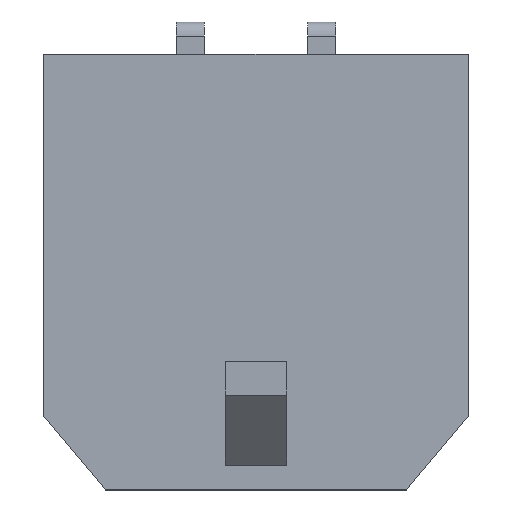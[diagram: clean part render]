
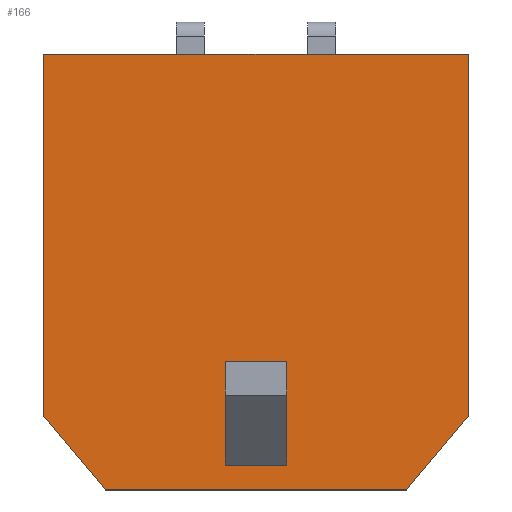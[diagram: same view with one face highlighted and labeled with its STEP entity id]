
A CAD part, top view. The second image highlights one B-rep face of the part: STEP entity #166.
In plain terms, the highlighted planar face has unit normal (0, 0, 1).
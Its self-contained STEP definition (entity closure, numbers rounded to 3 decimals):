
#166=ADVANCED_FACE('',(#395,#396),#281,.T.);
#281=PLANE('',#2210);
#395=FACE_BOUND('',#412,.T.);
#396=FACE_BOUND('',#413,.T.);
#412=EDGE_LOOP('',(#605,#606,#607,#608,#609,#610));
#413=EDGE_LOOP('',(#611,#612,#613,#614));
#605=ORIENTED_EDGE('',*,*,#1401,.T.);
#606=ORIENTED_EDGE('',*,*,#1402,.T.);
#607=ORIENTED_EDGE('',*,*,#1385,.T.);
#608=ORIENTED_EDGE('',*,*,#1403,.T.);
#609=ORIENTED_EDGE('',*,*,#1380,.T.);
#610=ORIENTED_EDGE('',*,*,#1404,.T.);
#611=ORIENTED_EDGE('',*,*,#1405,.T.);
#612=ORIENTED_EDGE('',*,*,#1406,.T.);
#613=ORIENTED_EDGE('',*,*,#1407,.F.);
#614=ORIENTED_EDGE('',*,*,#1408,.F.);
#1181=VERTEX_POINT('',#2987);
#1182=VERTEX_POINT('',#2989);
#1184=VERTEX_POINT('',#2996);
#1185=VERTEX_POINT('',#2998);
#1199=VERTEX_POINT('',#3030);
#1200=VERTEX_POINT('',#3031);
#1201=VERTEX_POINT('',#3036);
#1202=VERTEX_POINT('',#3037);
#1203=VERTEX_POINT('',#3039);
#1204=VERTEX_POINT('',#3041);
#1380=EDGE_CURVE('',#1182,#1181,#1681,.T.);
#1385=EDGE_CURVE('',#1185,#1184,#1686,.T.);
#1401=EDGE_CURVE('',#1199,#1200,#1702,.T.);
#1402=EDGE_CURVE('',#1200,#1185,#1703,.T.);
#1403=EDGE_CURVE('',#1184,#1182,#1704,.T.);
#1404=EDGE_CURVE('',#1181,#1199,#1705,.T.);
#1405=EDGE_CURVE('',#1201,#1202,#1706,.T.);
#1406=EDGE_CURVE('',#1202,#1203,#1707,.T.);
#1407=EDGE_CURVE('',#1204,#1203,#1708,.T.);
#1408=EDGE_CURVE('',#1201,#1204,#1709,.T.);
#1681=LINE('',#2988,#1970);
#1686=LINE('',#2997,#1975);
#1702=LINE('',#3029,#1991);
#1703=LINE('',#3032,#1992);
#1704=LINE('',#3033,#1993);
#1705=LINE('',#3034,#1994);
#1706=LINE('',#3035,#1995);
#1707=LINE('',#3038,#1996);
#1708=LINE('',#3040,#1997);
#1709=LINE('',#3042,#1998);
#1970=VECTOR('',#2391,1.);
#1975=VECTOR('',#2398,1.);
#1991=VECTOR('',#2418,1.);
#1992=VECTOR('',#2419,1.);
#1993=VECTOR('',#2420,1.);
#1994=VECTOR('',#2421,1.);
#1995=VECTOR('',#2422,1.);
#1996=VECTOR('',#2423,1.);
#1997=VECTOR('',#2424,1.);
#1998=VECTOR('',#2425,1.);
#2210=AXIS2_PLACEMENT_3D('',#3043,#2426,#2427);
#2391=DIRECTION('',(0.,1.,0.));
#2398=DIRECTION('',(1.,0.,0.));
#2418=DIRECTION('',(0.,-1.,0.));
#2419=DIRECTION('',(0.643,-0.766,0.));
#2420=DIRECTION('',(0.643,0.766,0.));
#2421=DIRECTION('',(-1.,0.,0.));
#2422=DIRECTION('',(-1.,0.,0.));
#2423=DIRECTION('',(0.,1.,0.));
#2424=DIRECTION('',(-1.,0.,0.));
#2425=DIRECTION('',(0.,1.,0.));
#2426=DIRECTION('',(0.,0.,1.));
#2427=DIRECTION('',(1.,0.,0.));
#2987=CARTESIAN_POINT('',(4.825,9.91,3.86));
#2988=CARTESIAN_POINT('',(4.825,1.668,3.86));
#2989=CARTESIAN_POINT('',(4.825,1.668,3.86));
#2996=CARTESIAN_POINT('',(3.425,0.,3.86));
#2997=CARTESIAN_POINT('',(-3.425,0.,3.86));
#2998=CARTESIAN_POINT('',(-3.425,0.,3.86));
#3029=CARTESIAN_POINT('',(-4.825,9.91,3.86));
#3030=CARTESIAN_POINT('',(-4.825,9.91,3.86));
#3031=CARTESIAN_POINT('',(-4.825,1.668,3.86));
#3032=CARTESIAN_POINT('',(-4.825,1.668,3.86));
#3033=CARTESIAN_POINT('',(3.425,0.,3.86));
#3034=CARTESIAN_POINT('',(4.825,9.91,3.86));
#3035=CARTESIAN_POINT('',(0.7,0.56,3.86));
#3036=CARTESIAN_POINT('',(0.7,0.56,3.86));
#3037=CARTESIAN_POINT('',(-0.7,0.56,3.86));
#3038=CARTESIAN_POINT('',(-0.7,0.56,3.86));
#3039=CARTESIAN_POINT('',(-0.7,2.92,3.86));
#3040=CARTESIAN_POINT('',(0.7,2.92,3.86));
#3041=CARTESIAN_POINT('',(0.7,2.92,3.86));
#3042=CARTESIAN_POINT('',(0.7,0.56,3.86));
#3043=CARTESIAN_POINT('',(0.,0.,3.86));
